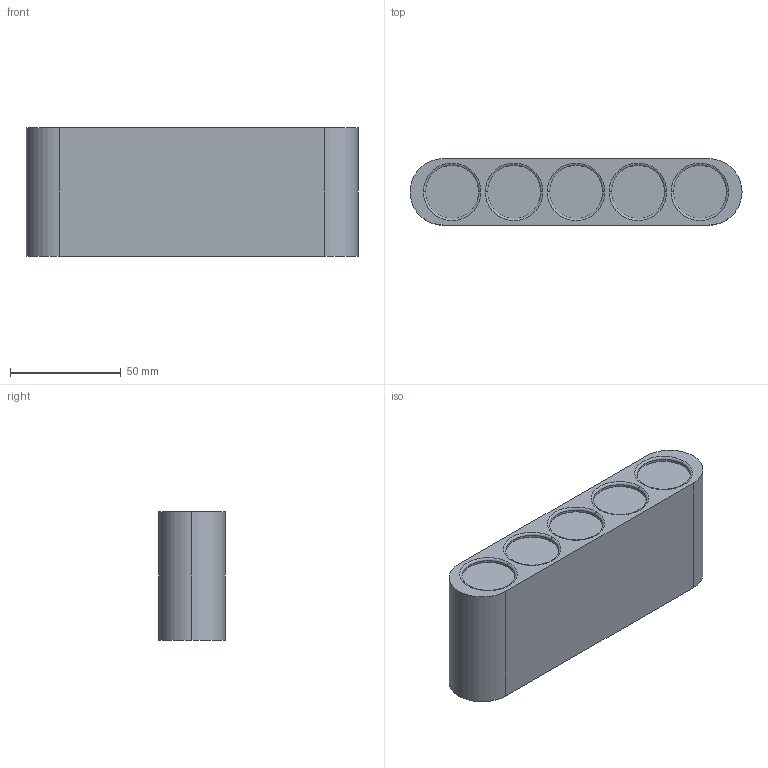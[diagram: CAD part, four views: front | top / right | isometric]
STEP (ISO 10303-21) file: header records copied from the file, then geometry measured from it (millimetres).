
FILE_DESCRIPTION (( 'STEP AP214' ), '1' );
FILE_NAME ('溫め赽蚾离', '2024-07-31T10:46:41', ( '' ), ( '' ), 'SwSTEP 2.0', 'SolidWorks 2022', '' );
FILE_SCHEMA (( 'AUTOMOTIVE_DESIGN' ));
Length unit declared in the file: millimetre
Products named in the file (1): 放棋子装置
Bounding box: 150 x 30 x 58 mm (x, y, z)
Volume: 245191.5 mm3; surface area: 28594.5 mm2
Topology: 1 solids, 1 shells, 32 faces, 65 edges, 40 vertices
Faces by surface type: cylinder 13, torus 10, plane 9
Entity records: 889 total; most frequent: DIRECTION 177, CARTESIAN_POINT 138, ORIENTED_EDGE 130, AXIS2_PLACEMENT_3D 79, EDGE_CURVE 65, CIRCLE 46, VERTEX_POINT 40, EDGE_LOOP 37
